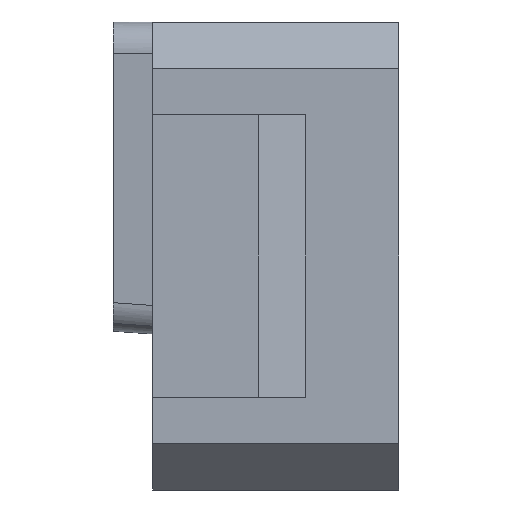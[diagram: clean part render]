
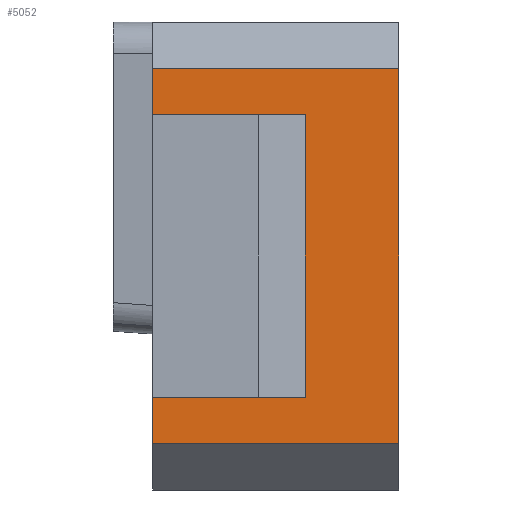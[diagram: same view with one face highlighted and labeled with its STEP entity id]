
A CAD part, left-side view. The second image highlights one B-rep face of the part: STEP entity #5052.
In plain terms, the highlighted planar face has unit normal (-1, 0, 0).
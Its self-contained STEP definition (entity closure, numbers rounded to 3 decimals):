
#57 = VERTEX_POINT ( 'NONE', #570 ) ;
#58 = CARTESIAN_POINT ( 'NONE',  ( -12., -26.775, 53. ) ) ;
#71 = LINE ( 'NONE', #1571, #2428 ) ;
#114 = CARTESIAN_POINT ( 'NONE',  ( -12., -11., 80. ) ) ;
#394 = VERTEX_POINT ( 'NONE', #3964 ) ;
#570 = CARTESIAN_POINT ( 'NONE',  ( -12., -11., 77. ) ) ;
#596 = DIRECTION ( 'NONE',  ( 0., 1., 0. ) ) ;
#660 = ORIENTED_EDGE ( 'NONE', *, *, #2792, .T. ) ;
#672 = CARTESIAN_POINT ( 'NONE',  ( -12., -11., 74.05 ) ) ;
#702 = DIRECTION ( 'NONE',  ( 0., 0., -1. ) ) ;
#775 = LINE ( 'NONE', #2770, #1804 ) ;
#823 = LINE ( 'NONE', #5800, #2648 ) ;
#850 = DIRECTION ( 'NONE',  ( 0., -1., 0. ) ) ;
#890 = ORIENTED_EDGE ( 'NONE', *, *, #4290, .T. ) ;
#911 = EDGE_CURVE ( 'NONE', #5613, #4474, #5945, .T. ) ;
#956 = LINE ( 'NONE', #6465, #5391 ) ;
#1090 = EDGE_LOOP ( 'NONE', ( #5770, #890, #2747, #660, #1731, #3515, #5272, #5307 ) ) ;
#1312 = DIRECTION ( 'NONE',  ( 0., 0., -1. ) ) ;
#1315 = CARTESIAN_POINT ( 'NONE',  ( -12., -20.775, 74.05 ) ) ;
#1368 = DIRECTION ( 'NONE',  ( 0., 1., 0. ) ) ;
#1460 = CARTESIAN_POINT ( 'NONE',  ( -12., -26.775, 53. ) ) ;
#1516 = VECTOR ( 'NONE', #702, 1000. ) ;
#1537 = EDGE_CURVE ( 'NONE', #394, #5613, #4133, .T. ) ;
#1571 = CARTESIAN_POINT ( 'NONE',  ( -12., -20.775, 80. ) ) ;
#1731 = ORIENTED_EDGE ( 'NONE', *, *, #1537, .T. ) ;
#1804 = VECTOR ( 'NONE', #3748, 1000. ) ;
#1870 = PLANE ( 'NONE',  #3040 ) ;
#1917 = CARTESIAN_POINT ( 'NONE',  ( -12., -36., 55.95 ) ) ;
#2025 = CARTESIAN_POINT ( 'NONE',  ( -12., -11., 53. ) ) ;
#2313 = LINE ( 'NONE', #6188, #5908 ) ;
#2428 = VECTOR ( 'NONE', #2622, 1000. ) ;
#2502 = EDGE_CURVE ( 'NONE', #2573, #5865, #71, .T. ) ;
#2508 = CARTESIAN_POINT ( 'NONE',  ( -12., -20.775, 55.95 ) ) ;
#2573 = VERTEX_POINT ( 'NONE', #1315 ) ;
#2622 = DIRECTION ( 'NONE',  ( 0., 0., -1. ) ) ;
#2648 = VECTOR ( 'NONE', #1312, 1000. ) ;
#2747 = ORIENTED_EDGE ( 'NONE', *, *, #2502, .T. ) ;
#2770 = CARTESIAN_POINT ( 'NONE',  ( -12., -36., 74.05 ) ) ;
#2792 = EDGE_CURVE ( 'NONE', #5865, #394, #3852, .T. ) ;
#2856 = DIRECTION ( 'NONE',  ( 1., 0., 0. ) ) ;
#2948 = CARTESIAN_POINT ( 'NONE',  ( -12., -36., 80. ) ) ;
#3040 = AXIS2_PLACEMENT_3D ( 'NONE', #2948, #2856, #4360 ) ;
#3059 = VECTOR ( 'NONE', #1368, 1000. ) ;
#3339 = EDGE_CURVE ( 'NONE', #5763, #4474, #2313, .T. ) ;
#3411 = FACE_OUTER_BOUND ( 'NONE', #1090, .T. ) ;
#3515 = ORIENTED_EDGE ( 'NONE', *, *, #911, .T. ) ;
#3748 = DIRECTION ( 'NONE',  ( 0., -1., 0. ) ) ;
#3831 = EDGE_CURVE ( 'NONE', #5763, #57, #956, .T. ) ;
#3852 = LINE ( 'NONE', #1917, #3059 ) ;
#3964 = CARTESIAN_POINT ( 'NONE',  ( -12., -11., 55.95 ) ) ;
#4133 = LINE ( 'NONE', #114, #1516 ) ;
#4181 = DIRECTION ( 'NONE',  ( 0., 0., -1. ) ) ;
#4290 = EDGE_CURVE ( 'NONE', #4639, #2573, #775, .T. ) ;
#4360 = DIRECTION ( 'NONE',  ( 0., 1., 0. ) ) ;
#4474 = VERTEX_POINT ( 'NONE', #58 ) ;
#4639 = VERTEX_POINT ( 'NONE', #672 ) ;
#4811 = CARTESIAN_POINT ( 'NONE',  ( -12., -26.775, 77. ) ) ;
#5052 = ADVANCED_FACE ( 'NONE', ( #3411 ), #1870, .F. ) ;
#5272 = ORIENTED_EDGE ( 'NONE', *, *, #3339, .F. ) ;
#5307 = ORIENTED_EDGE ( 'NONE', *, *, #3831, .T. ) ;
#5312 = EDGE_CURVE ( 'NONE', #57, #4639, #823, .T. ) ;
#5391 = VECTOR ( 'NONE', #596, 1000. ) ;
#5613 = VERTEX_POINT ( 'NONE', #2025 ) ;
#5763 = VERTEX_POINT ( 'NONE', #4811 ) ;
#5770 = ORIENTED_EDGE ( 'NONE', *, *, #5312, .T. ) ;
#5800 = CARTESIAN_POINT ( 'NONE',  ( -12., -11., 80. ) ) ;
#5865 = VERTEX_POINT ( 'NONE', #2508 ) ;
#5908 = VECTOR ( 'NONE', #4181, 1000. ) ;
#5945 = LINE ( 'NONE', #1460, #6266 ) ;
#6188 = CARTESIAN_POINT ( 'NONE',  ( -12., -26.775, 80. ) ) ;
#6266 = VECTOR ( 'NONE', #850, 1000. ) ;
#6465 = CARTESIAN_POINT ( 'NONE',  ( -12., -36., 77. ) ) ;
